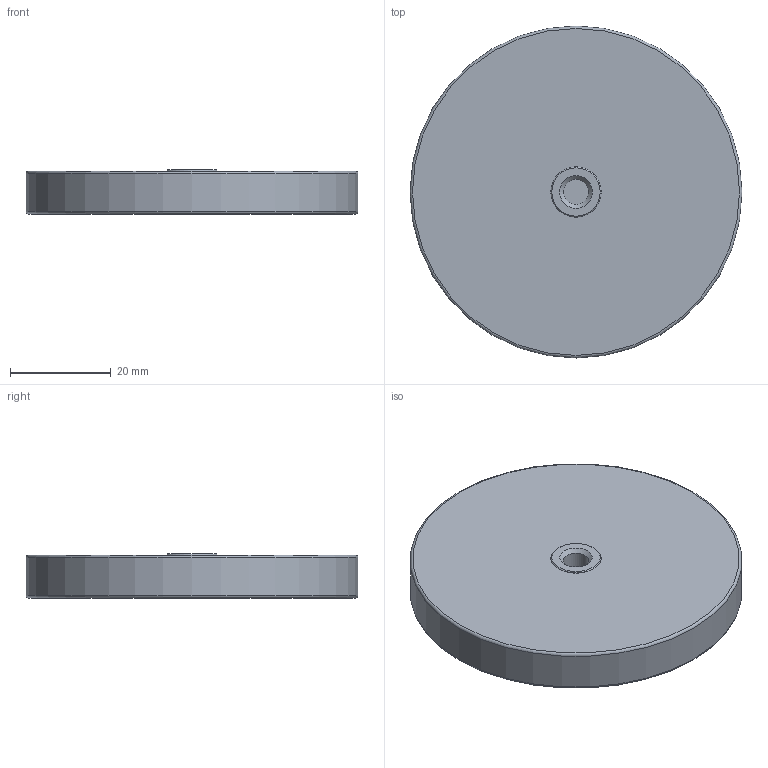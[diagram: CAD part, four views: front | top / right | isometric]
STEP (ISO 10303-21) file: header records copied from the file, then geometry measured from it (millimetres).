
FILE_DESCRIPTION(/* description */ ('','CAx-IF Rec.Pracs.---Representation and Presentation of Product Manufacturing Information (PMI)---4.0---2014-10-13'),/* implementation_level */ '2;1');
FILE_NAME(/* name */ 'GM17563.stp',/* time_stamp */ '2020-09-03T11:24:45+02:00',/* author */ ('tm'),/* organization */ (''),/* preprocessor_version */ 'ST-DEVELOPER v17.2',/* originating_system */ 'Autodesk Inventor 2019',/* authorisation */ '');
FILE_SCHEMA (('AP242_MANAGED_MODEL_BASED_3D_ENGINEERING_MIM_LF { 1 0 10303 442 1 1 4 }'));
Length unit declared in the file: millimetre
Products named in the file (3): GM17563; E0135147; E0135148
Assembly tree (2 placements, depth 2):
  GM17563
    E0135147
    E0135148
Bounding box: 66 x 66 x 8.75 mm (x, y, z)
Volume: 17886.1 mm3; surface area: 16113.1 mm2
Topology: 2 solids, 2 shells, 17 faces, 35 edges, 25 vertices
Faces by surface type: plane 7, cylinder 6, torus 2, cone 2
Full cylindrical faces by diameter (mm): 5 x1, 10 x2, 18 x1, 62 x1, 66 x1
Entity records: 583 total; most frequent: DIRECTION 106, CARTESIAN_POINT 77, ORIENTED_EDGE 60, AXIS2_PLACEMENT_3D 49, EDGE_CURVE 30, CIRCLE 27, EDGE_LOOP 22, VERTEX_POINT 20
